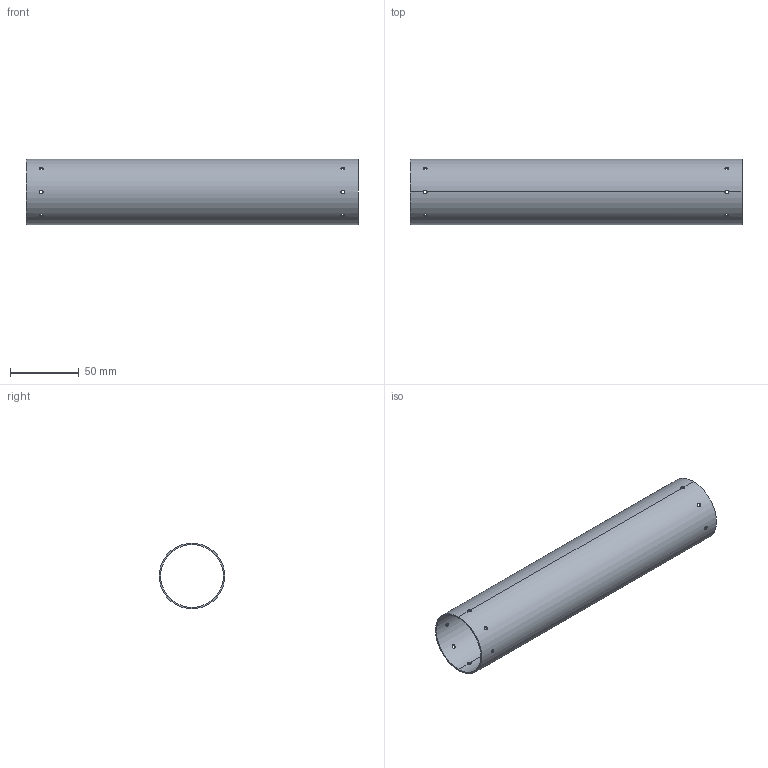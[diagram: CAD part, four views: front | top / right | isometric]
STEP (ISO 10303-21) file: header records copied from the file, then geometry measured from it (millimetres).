
FILE_DESCRIPTION (( 'STEP AP203' ), '1' );
FILE_NAME ('Epoch Casing.STEP', '2020-12-31T15:24:44', ( '' ), ( '' ), 'SwSTEP 2.0', 'SolidWorks 2020', '' );
FILE_SCHEMA (( 'CONFIG_CONTROL_DESIGN' ));
Length unit declared in the file: inch
Products named in the file (1): Epoch Casing
Bounding box: 241.3 x 47.65 x 47.65 mm (x, y, z)
Volume: 34509 mm3; surface area: 70997.6 mm2
Topology: 1 solids, 1 shells, 38 faces, 132 edges, 88 vertices
Faces by surface type: cylinder 36, plane 2
Entity records: 2879 total; most frequent: CARTESIAN_POINT 1747, ORIENTED_EDGE 264, DIRECTION 138, EDGE_CURVE 132, VERTEX_POINT 88, B_SPLINE_CURVE_WITH_KNOTS 80, EDGE_LOOP 64, AXIS2_PLACEMENT_3D 47
